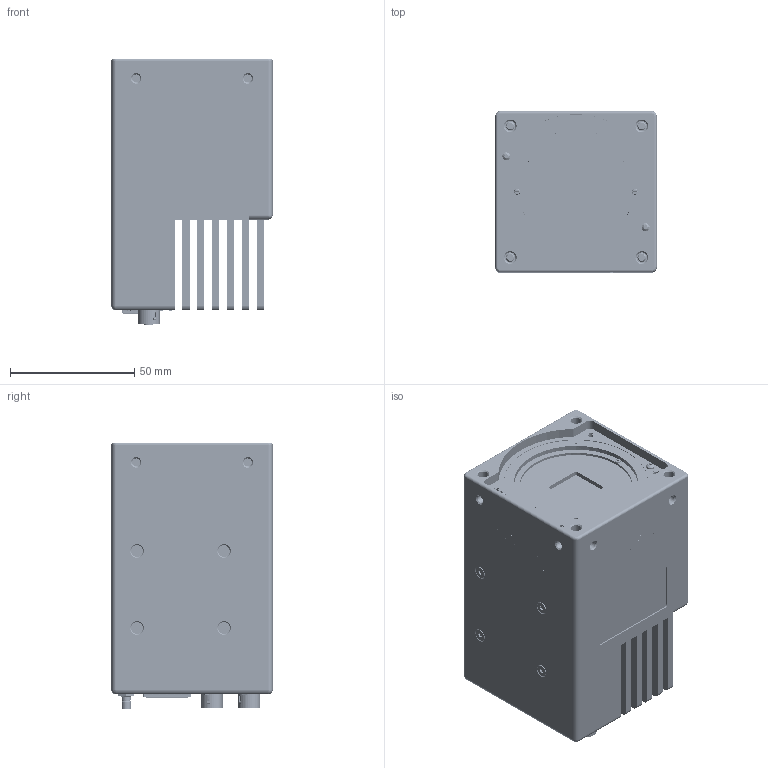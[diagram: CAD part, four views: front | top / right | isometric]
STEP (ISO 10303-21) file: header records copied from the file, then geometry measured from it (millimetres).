
FILE_DESCRIPTION(/* description */ (''),/* implementation_level */ '2;1');
FILE_NAME(/* name */ '1200-MG-13_CycloneFiber-5.stp',/* time_stamp */ '2025-11-03T13:06:07+01:00',/* author */ ('aba'),/* organization */ (''),/* preprocessor_version */ 'ST-DEVELOPER v20.1',/* originating_system */ 'Autodesk Inventor 2026',/* authorisation */ '');
FILE_SCHEMA (('AUTOMOTIVE_DESIGN { 1 0 10303 214 3 1 1 }'));
Products named in the file (1): 1200-MG-13_CycloneFiber_short
Bounding box: 65 x 65 x 107.49 mm (x, y, z)
Volume: 133374.7 mm3; surface area: 113071.2 mm2
Topology: 5 solids, 98 shells, 5005 faces, 13216 edges, 8914 vertices
Faces by surface type: plane 2627, cylinder 2112, bspline 113, cone 112, torus 33, sphere 8
Full cylindrical faces by diameter (mm): 0 x1, 0.1 x1, 0.3 x209, 0.5 x10, 0.8 x16, 0.86 x209, 1 x28, 1.1 x12, 1.567 x8, 1.6 x4, 1.7 x2, 2 x6, 2.013 x4, 2.2 x4, 2.5 x12, 2.7 x16, 2.8 x4, 2.85 x4, 3.2 x2, 3.242 x8, 3.5 x4, 3.8 x4, 3.962 x1, 4.2 x4, 4.5 x4, 4.7 x4, 5 x6, 5.5 x4, 5.6 x2, 5.7 x2
Entity records: 183254 total; most frequent: CARTESIAN_POINT 51656, DIRECTION 27046, ORIENTED_EDGE 26033, EDGE_CURVE 13207, AXIS2_PLACEMENT_3D 9599, VERTEX_POINT 8917, LINE 7848, VECTOR 7848
